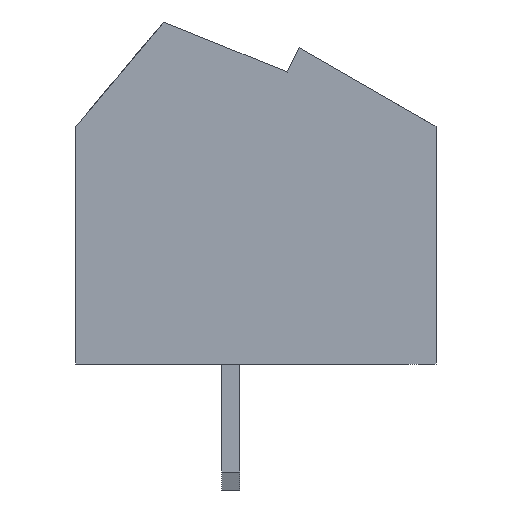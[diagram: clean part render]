
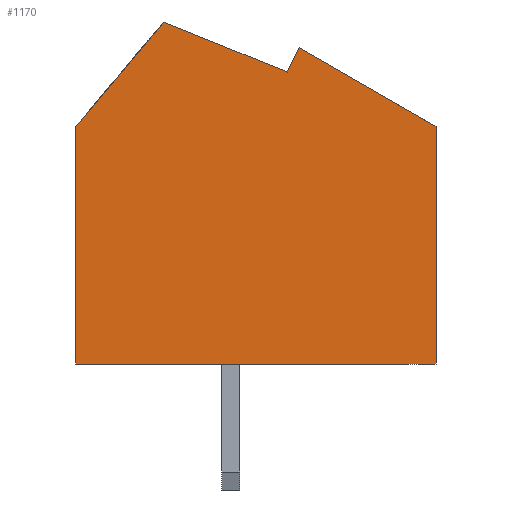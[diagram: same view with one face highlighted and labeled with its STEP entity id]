
A CAD part, left-side view. The second image highlights one B-rep face of the part: STEP entity #1170.
In plain terms, the highlighted planar face has unit normal (-1, 0, 0).
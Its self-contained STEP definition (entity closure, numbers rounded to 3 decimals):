
#1170 = ADVANCED_FACE( '', ( #2526 ), #2527, .F. );
#2526 = FACE_OUTER_BOUND( '', #4193, .T. );
#2527 = PLANE( '', #4194 );
#4193 = EDGE_LOOP( '', ( #7060, #7061, #7062, #7063, #7064, #7065, #7066 ) );
#4194 = AXIS2_PLACEMENT_3D( '', #7067, #7068, #7069 );
#7060 = ORIENTED_EDGE( '', *, *, #11112, .F. );
#7061 = ORIENTED_EDGE( '', *, *, #11321, .F. );
#7062 = ORIENTED_EDGE( '', *, *, #11322, .F. );
#7063 = ORIENTED_EDGE( '', *, *, #11323, .F. );
#7064 = ORIENTED_EDGE( '', *, *, #10280, .F. );
#7065 = ORIENTED_EDGE( '', *, *, #11324, .F. );
#7066 = ORIENTED_EDGE( '', *, *, #11325, .F. );
#7067 = CARTESIAN_POINT( '', ( -15.24, 0., 0. ) );
#7068 = DIRECTION( '', ( 1., 0., 0. ) );
#7069 = DIRECTION( '', ( 0., 0., -1. ) );
#10280 = EDGE_CURVE( '', #12257, #12258, #12259, .T. );
#11112 = EDGE_CURVE( '', #13681, #13682, #13683, .T. );
#11321 = EDGE_CURVE( '', #14015, #13681, #14016, .T. );
#11322 = EDGE_CURVE( '', #14017, #14015, #14018, .T. );
#11323 = EDGE_CURVE( '', #12258, #14017, #14019, .T. );
#11324 = EDGE_CURVE( '', #14020, #12257, #14021, .T. );
#11325 = EDGE_CURVE( '', #13682, #14020, #14022, .T. );
#12257 = VERTEX_POINT( '', #15206 );
#12258 = VERTEX_POINT( '', #15207 );
#12259 = LINE( '', #15208, #15209 );
#13681 = VERTEX_POINT( '', #17274 );
#13682 = VERTEX_POINT( '', #17275 );
#13683 = LINE( '', #17276, #17277 );
#14015 = VERTEX_POINT( '', #17758 );
#14016 = LINE( '', #17759, #17760 );
#14017 = VERTEX_POINT( '', #17761 );
#14018 = LINE( '', #17762, #17763 );
#14019 = LINE( '', #17764, #17765 );
#14020 = VERTEX_POINT( '', #17766 );
#14021 = LINE( '', #17767, #17768 );
#14022 = LINE( '', #17769, #17770 );
#15206 = CARTESIAN_POINT( '', ( -15.24, -0.867, 4.811 ) );
#15207 = CARTESIAN_POINT( '', ( -15.24, -1.199, 5.483 ) );
#15208 = CARTESIAN_POINT( '', ( -15.24, -0.867, 4.811 ) );
#15209 = VECTOR( '', #19440, 1000. );
#17274 = CARTESIAN_POINT( '', ( -15.24, 5., -3.3 ) );
#17275 = CARTESIAN_POINT( '', ( -15.24, 5., 3.3 ) );
#17276 = CARTESIAN_POINT( '', ( -15.24, 5., -3.3 ) );
#17277 = VECTOR( '', #20234, 1000. );
#17758 = CARTESIAN_POINT( '', ( -15.24, -5., -3.3 ) );
#17759 = CARTESIAN_POINT( '', ( -15.24, 5., -3.3 ) );
#17760 = VECTOR( '', #20465, 1000. );
#17761 = CARTESIAN_POINT( '', ( -15.24, -5., 3.3 ) );
#17762 = CARTESIAN_POINT( '', ( -15.24, -5., 3.3 ) );
#17763 = VECTOR( '', #20466, 1000. );
#17764 = CARTESIAN_POINT( '', ( -15.24, -1.199, 5.483 ) );
#17765 = VECTOR( '', #20467, 1000. );
#17766 = CARTESIAN_POINT( '', ( -15.24, 2.566, 6.2 ) );
#17767 = CARTESIAN_POINT( '', ( -15.24, 2.566, 6.2 ) );
#17768 = VECTOR( '', #20468, 1000. );
#17769 = CARTESIAN_POINT( '', ( -15.24, 5., 3.3 ) );
#17770 = VECTOR( '', #20469, 1000. );
#19440 = DIRECTION( '', ( 0., -0.443, 0.897 ) );
#20234 = DIRECTION( '', ( 0., 0., 1. ) );
#20465 = DIRECTION( '', ( 0., 1., 0. ) );
#20466 = DIRECTION( '', ( 0., 0., -1. ) );
#20467 = DIRECTION( '', ( 0., -0.867, -0.498 ) );
#20468 = DIRECTION( '', ( 0., -0.927, -0.375 ) );
#20469 = DIRECTION( '', ( 0., -0.643, 0.766 ) );
